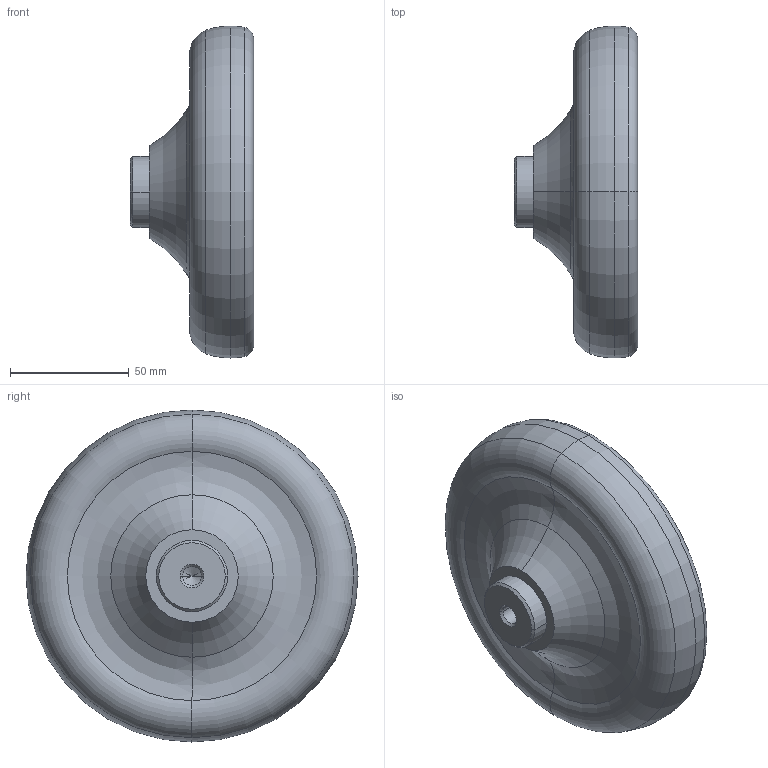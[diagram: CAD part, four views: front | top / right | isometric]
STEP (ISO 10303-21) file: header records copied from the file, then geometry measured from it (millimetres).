
FILE_DESCRIPTION( ( '' ), '1' );
FILE_NAME( 'K0165.0140X08..stp', '2012-10-29T10:18:49', ( '' ), ( '' ), ' ', ' ', ' ' );
FILE_SCHEMA( ( 'CONFIG_CONTROL_DESIGN' ) );
Length unit declared in the file: millimetre
Products named in the file (1): 1
Bounding box: 52 x 139.98 x 139.98 mm (x, y, z)
Volume: 285854.1 mm3; surface area: 43843.1 mm2
Topology: 1 solids, 1 shells, 34 faces, 79 edges, 48 vertices
Faces by surface type: torus 20, cone 6, plane 4, cylinder 4
Entity records: 1032 total; most frequent: DIRECTION 214, CARTESIAN_POINT 160, ORIENTED_EDGE 154, AXIS2_PLACEMENT_3D 102, EDGE_CURVE 77, CIRCLE 67, VERTEX_POINT 48, EDGE_LOOP 37
